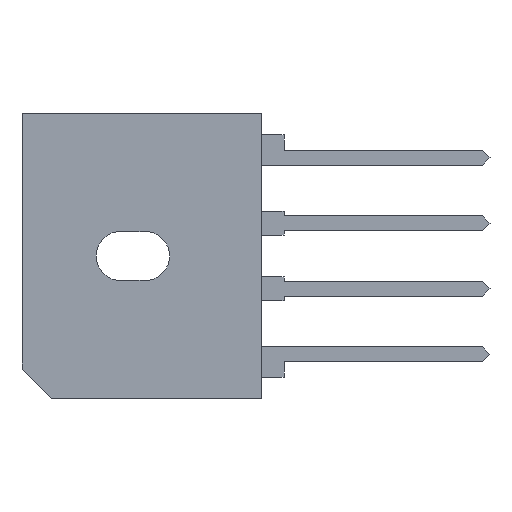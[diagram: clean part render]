
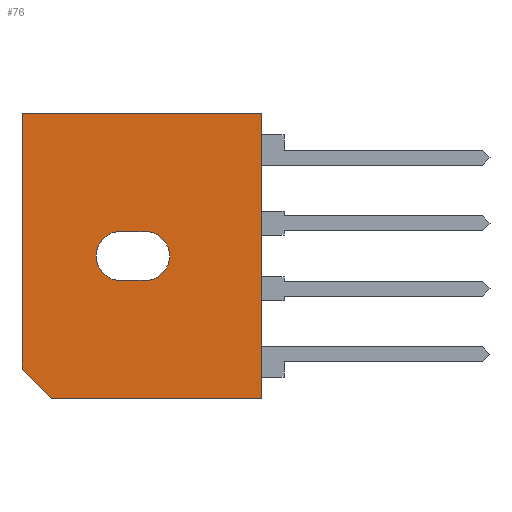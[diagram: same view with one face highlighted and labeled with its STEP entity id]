
A CAD part, left-side view. The second image highlights one B-rep face of the part: STEP entity #76.
In plain terms, the highlighted planar face has unit normal (-1, 0, 0).
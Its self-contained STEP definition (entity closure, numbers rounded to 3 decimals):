
#2 = CARTESIAN_POINT ( 'NONE',  ( -1.715, 7.015, -11.025 ) ) ;
#9 = VERTEX_POINT ( 'NONE', #661 ) ;
#12 = ORIENTED_EDGE ( 'NONE', *, *, #942, .F. ) ;
#14 = VERTEX_POINT ( 'NONE', #2161 ) ;
#40 = DIRECTION ( 'NONE',  ( 0., -1., 0. ) ) ;
#76 = ADVANCED_FACE ( 'NONE', ( #1653, #2088 ), #993, .T. ) ;
#84 = VERTEX_POINT ( 'NONE', #828 ) ;
#130 = VECTOR ( 'NONE', #40, 1000. ) ;
#132 = DIRECTION ( 'NONE',  ( 0., 0., -1. ) ) ;
#170 = EDGE_CURVE ( 'NONE', #193, #9, #1811, .T. ) ;
#171 = ORIENTED_EDGE ( 'NONE', *, *, #918, .T. ) ;
#193 = VERTEX_POINT ( 'NONE', #1833 ) ;
#220 = CARTESIAN_POINT ( 'NONE',  ( -1.715, 9.275, -8.765 ) ) ;
#260 = EDGE_CURVE ( 'NONE', #830, #1591, #779, .T. ) ;
#288 = CARTESIAN_POINT ( 'NONE',  ( -1.715, 9.275, -8.765 ) ) ;
#302 = CARTESIAN_POINT ( 'NONE',  ( -1.715, 1.625, -1.9 ) ) ;
#346 = EDGE_CURVE ( 'NONE', #706, #84, #659, .T. ) ;
#363 = LINE ( 'NONE', #220, #2098 ) ;
#454 = CARTESIAN_POINT ( 'NONE',  ( -1.715, -9.275, 11.025 ) ) ;
#493 = CARTESIAN_POINT ( 'NONE',  ( -1.715, 1.625, -1.9 ) ) ;
#503 = CARTESIAN_POINT ( 'NONE',  ( -1.715, 1.625, 0. ) ) ;
#512 = LINE ( 'NONE', #454, #741 ) ;
#545 = DIRECTION ( 'NONE',  ( 0., 1., 0. ) ) ;
#550 = DIRECTION ( 'NONE',  ( 0., 0., 1. ) ) ;
#572 = EDGE_CURVE ( 'NONE', #9, #706, #512, .T. ) ;
#588 = VECTOR ( 'NONE', #675, 1000. ) ;
#659 = LINE ( 'NONE', #1216, #1511 ) ;
#661 = CARTESIAN_POINT ( 'NONE',  ( -1.715, -9.275, 11.025 ) ) ;
#673 = DIRECTION ( 'NONE',  ( -1., 0., 0. ) ) ;
#675 = DIRECTION ( 'NONE',  ( 0., 1., 0. ) ) ;
#686 = DIRECTION ( 'NONE',  ( 0., 0., 1. ) ) ;
#706 = VERTEX_POINT ( 'NONE', #2051 ) ;
#741 = VECTOR ( 'NONE', #1395, 1000. ) ;
#760 = VERTEX_POINT ( 'NONE', #1906 ) ;
#779 = CIRCLE ( 'NONE', #2105, 1.9 ) ;
#828 = CARTESIAN_POINT ( 'NONE',  ( -1.715, 7.015, -11.025 ) ) ;
#830 = VERTEX_POINT ( 'NONE', #302 ) ;
#883 = AXIS2_PLACEMENT_3D ( 'NONE', #2143, #1139, #132 ) ;
#903 = ORIENTED_EDGE ( 'NONE', *, *, #572, .F. ) ;
#918 = EDGE_CURVE ( 'NONE', #1591, #14, #1017, .T. ) ;
#942 = EDGE_CURVE ( 'NONE', #1588, #193, #363, .T. ) ;
#993 = PLANE ( 'NONE',  #1594 ) ;
#1017 = LINE ( 'NONE', #1049, #130 ) ;
#1037 = LINE ( 'NONE', #493, #588 ) ;
#1049 = CARTESIAN_POINT ( 'NONE',  ( -1.715, 1.625, 1.9 ) ) ;
#1093 = LINE ( 'NONE', #2, #1941 ) ;
#1139 = DIRECTION ( 'NONE',  ( 1., 0., 0. ) ) ;
#1216 = CARTESIAN_POINT ( 'NONE',  ( -1.715, 7.015, -11.025 ) ) ;
#1244 = ORIENTED_EDGE ( 'NONE', *, *, #1611, .T. ) ;
#1277 = ORIENTED_EDGE ( 'NONE', *, *, #346, .F. ) ;
#1285 = CARTESIAN_POINT ( 'NONE',  ( -1.715, 1.625, 1.9 ) ) ;
#1301 = EDGE_LOOP ( 'NONE', ( #1656, #1579, #171, #1244 ) ) ;
#1326 = DIRECTION ( 'NONE',  ( 0., -1., 0. ) ) ;
#1368 = VECTOR ( 'NONE', #1326, 1000. ) ;
#1395 = DIRECTION ( 'NONE',  ( 0., 0., -1. ) ) ;
#1496 = ORIENTED_EDGE ( 'NONE', *, *, #170, .F. ) ;
#1511 = VECTOR ( 'NONE', #545, 1000. ) ;
#1579 = ORIENTED_EDGE ( 'NONE', *, *, #260, .T. ) ;
#1588 = VERTEX_POINT ( 'NONE', #288 ) ;
#1591 = VERTEX_POINT ( 'NONE', #1285 ) ;
#1594 = AXIS2_PLACEMENT_3D ( 'NONE', #1684, #673, #1845 ) ;
#1611 = EDGE_CURVE ( 'NONE', #14, #760, #1731, .T. ) ;
#1653 = FACE_OUTER_BOUND ( 'NONE', #2040, .T. ) ;
#1656 = ORIENTED_EDGE ( 'NONE', *, *, #1760, .T. ) ;
#1684 = CARTESIAN_POINT ( 'NONE',  ( -1.715, 0., 0. ) ) ;
#1694 = DIRECTION ( 'NONE',  ( 1., 0., 0. ) ) ;
#1731 = CIRCLE ( 'NONE', #883, 1.9 ) ;
#1747 = EDGE_CURVE ( 'NONE', #84, #1588, #1093, .T. ) ;
#1760 = EDGE_CURVE ( 'NONE', #760, #830, #1037, .T. ) ;
#1811 = LINE ( 'NONE', #2008, #1368 ) ;
#1833 = CARTESIAN_POINT ( 'NONE',  ( -1.715, 9.275, 11.025 ) ) ;
#1839 = DIRECTION ( 'NONE',  ( 0., 0.707, 0.707 ) ) ;
#1845 = DIRECTION ( 'NONE',  ( 0., 0., 1. ) ) ;
#1906 = CARTESIAN_POINT ( 'NONE',  ( -1.715, -0.275, -1.9 ) ) ;
#1941 = VECTOR ( 'NONE', #1839, 1000. ) ;
#2008 = CARTESIAN_POINT ( 'NONE',  ( -1.715, 9.275, 11.025 ) ) ;
#2033 = ORIENTED_EDGE ( 'NONE', *, *, #1747, .F. ) ;
#2040 = EDGE_LOOP ( 'NONE', ( #903, #1496, #12, #2033, #1277 ) ) ;
#2051 = CARTESIAN_POINT ( 'NONE',  ( -1.715, -9.275, -11.025 ) ) ;
#2088 = FACE_BOUND ( 'NONE', #1301, .T. ) ;
#2098 = VECTOR ( 'NONE', #550, 1000. ) ;
#2105 = AXIS2_PLACEMENT_3D ( 'NONE', #503, #1694, #686 ) ;
#2143 = CARTESIAN_POINT ( 'NONE',  ( -1.715, -0.275, 0. ) ) ;
#2161 = CARTESIAN_POINT ( 'NONE',  ( -1.715, -0.275, 1.9 ) ) ;
